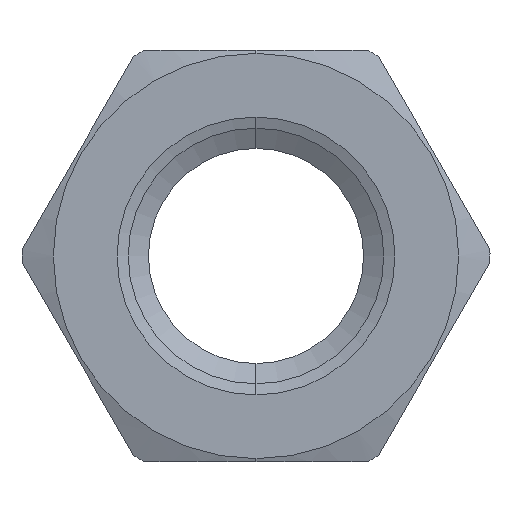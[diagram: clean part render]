
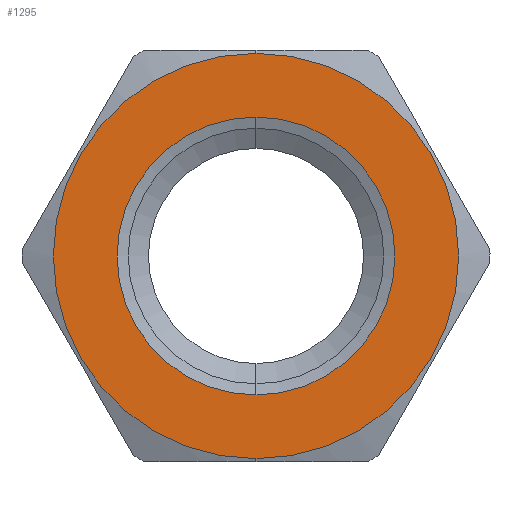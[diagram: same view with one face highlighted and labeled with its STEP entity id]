
A CAD part, front view. The second image highlights one B-rep face of the part: STEP entity #1295.
In plain terms, the highlighted planar face has unit normal (0, -1, 0).
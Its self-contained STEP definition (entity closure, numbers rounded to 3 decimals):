
#16 = DIRECTION ( 'NONE',  ( 0., 0., -1. ) ) ;
#57 = CARTESIAN_POINT ( 'NONE',  ( 0., -8., -7.878 ) ) ;
#68 = AXIS2_PLACEMENT_3D ( 'NONE', #1288, #1650, #16 ) ;
#135 = CIRCLE ( 'NONE', #68, 5.4 ) ;
#151 = EDGE_CURVE ( 'NONE', #1388, #454, #135, .T. ) ;
#162 = DIRECTION ( 'NONE',  ( 0., -1., 0. ) ) ;
#267 = VERTEX_POINT ( 'NONE', #57 ) ;
#305 = DIRECTION ( 'NONE',  ( 0., 0., 1. ) ) ;
#359 = ORIENTED_EDGE ( 'NONE', *, *, #1707, .F. ) ;
#362 = ORIENTED_EDGE ( 'NONE', *, *, #151, .F. ) ;
#367 = ORIENTED_EDGE ( 'NONE', *, *, #1112, .T. ) ;
#370 = ORIENTED_EDGE ( 'NONE', *, *, #679, .T. ) ;
#409 = CARTESIAN_POINT ( 'NONE',  ( 0., -8., 7.878 ) ) ;
#454 = VERTEX_POINT ( 'NONE', #1037 ) ;
#502 = CARTESIAN_POINT ( 'NONE',  ( 0., -8., 5.4 ) ) ;
#627 = DIRECTION ( 'NONE',  ( -1., 0., 0. ) ) ;
#630 = DIRECTION ( 'NONE',  ( 0., 1., 0. ) ) ;
#641 = CARTESIAN_POINT ( 'NONE',  ( 7.973, -8., -7.973 ) ) ;
#642 = EDGE_LOOP ( 'NONE', ( #359, #362 ) ) ;
#672 = PLANE ( 'NONE',  #944 ) ;
#679 = EDGE_CURVE ( 'NONE', #267, #1513, #1810, .T. ) ;
#919 = AXIS2_PLACEMENT_3D ( 'NONE', #1206, #1205, #1204 ) ;
#944 = AXIS2_PLACEMENT_3D ( 'NONE', #641, #630, #627 ) ;
#1037 = CARTESIAN_POINT ( 'NONE',  ( 0., -8., -5.4 ) ) ;
#1066 = CARTESIAN_POINT ( 'NONE',  ( 0., -8., 0. ) ) ;
#1112 = EDGE_CURVE ( 'NONE', #1513, #267, #1543, .T. ) ;
#1204 = DIRECTION ( 'NONE',  ( 0., 0., -1. ) ) ;
#1205 = DIRECTION ( 'NONE',  ( 0., -1., 0. ) ) ;
#1206 = CARTESIAN_POINT ( 'NONE',  ( 0., -8., 0. ) ) ;
#1288 = CARTESIAN_POINT ( 'NONE',  ( 0., -8., 0. ) ) ;
#1295 = ADVANCED_FACE ( 'NONE', ( #1455, #1457 ), #672, .F. ) ;
#1388 = VERTEX_POINT ( 'NONE', #502 ) ;
#1429 = CARTESIAN_POINT ( 'NONE',  ( 0., -8., 0. ) ) ;
#1440 = DIRECTION ( 'NONE',  ( 0., -1., 0. ) ) ;
#1454 = DIRECTION ( 'NONE',  ( 0., 0., 1. ) ) ;
#1455 = FACE_BOUND ( 'NONE', #642, .T. ) ;
#1457 = FACE_OUTER_BOUND ( 'NONE', #1527, .T. ) ;
#1513 = VERTEX_POINT ( 'NONE', #409 ) ;
#1527 = EDGE_LOOP ( 'NONE', ( #367, #370 ) ) ;
#1543 = CIRCLE ( 'NONE', #1609, 7.878 ) ;
#1609 = AXIS2_PLACEMENT_3D ( 'NONE', #1429, #1440, #1454 ) ;
#1650 = DIRECTION ( 'NONE',  ( 0., -1., 0. ) ) ;
#1662 = CIRCLE ( 'NONE', #919, 5.4 ) ;
#1681 = AXIS2_PLACEMENT_3D ( 'NONE', #1066, #162, #305 ) ;
#1707 = EDGE_CURVE ( 'NONE', #454, #1388, #1662, .T. ) ;
#1810 = CIRCLE ( 'NONE', #1681, 7.878 ) ;
